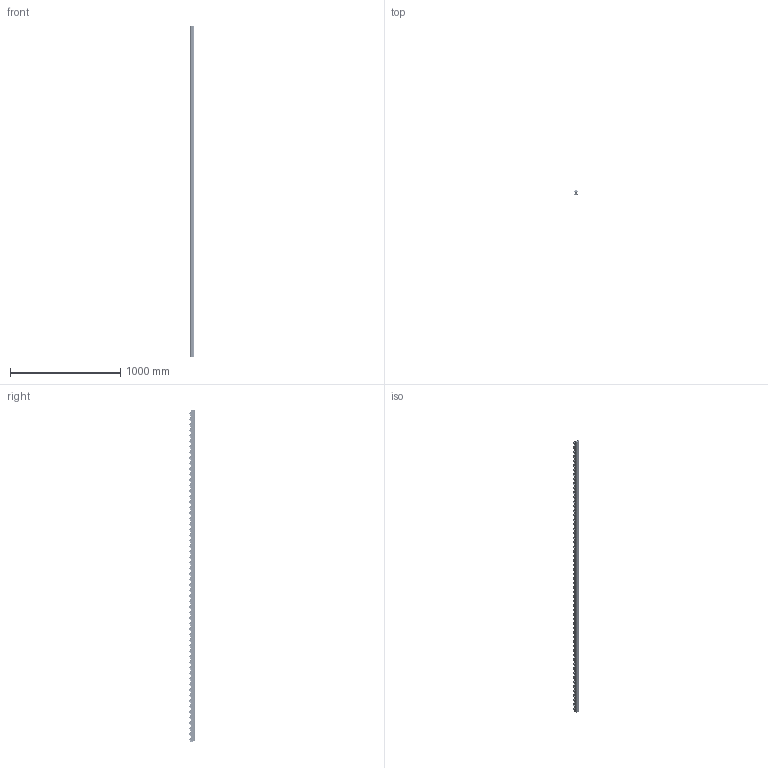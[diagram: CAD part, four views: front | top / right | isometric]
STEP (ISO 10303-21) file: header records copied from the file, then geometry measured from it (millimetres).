
FILE_DESCRIPTION (( 'STEP AP214' ), '1' );
FILE_NAME ('0040975.step', '2025-10-20T11:14:39', ( '' ), ( '' ), 'SwSTEP 2.0', 'SolidWorks 2020', '' );
FILE_SCHEMA (( 'AUTOMOTIVE_DESIGN' ));
Length unit declared in the file: millimetre
Products named in the file (4): 0040975; 0023847-001_SF-Schiene_L=3000; 0023849-001_SFSP-Röllchen; 0023847-002_SF-Achse
Assembly tree (121 placements, depth 2):
  0040975
    0023847-001_SF-Schiene_L=3000
    0023849-001_SFSP-Röllchen  x60
    0023847-002_SF-Achse  x60
Bounding box: 35.8 x 47 x 3005.33 mm (x, y, z)
Volume: 903135.3 mm3; surface area: 1192908.3 mm2
Topology: 121 solids, 121 shells, 9136 faces, 25466 edges, 16692 vertices
Faces by surface type: plane 5178, cylinder 2458, cone 1260, torus 240
Entity records: 45772 total; most frequent: DIRECTION 8582, CARTESIAN_POINT 7588, ORIENTED_EDGE 7272, EDGE_CURVE 3636, AXIS2_PLACEMENT_3D 3632, VERTEX_POINT 2414, EDGE_LOOP 2308, CIRCLE 2278
